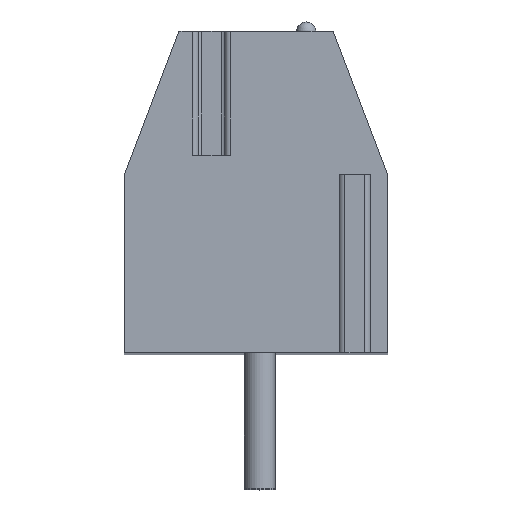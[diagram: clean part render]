
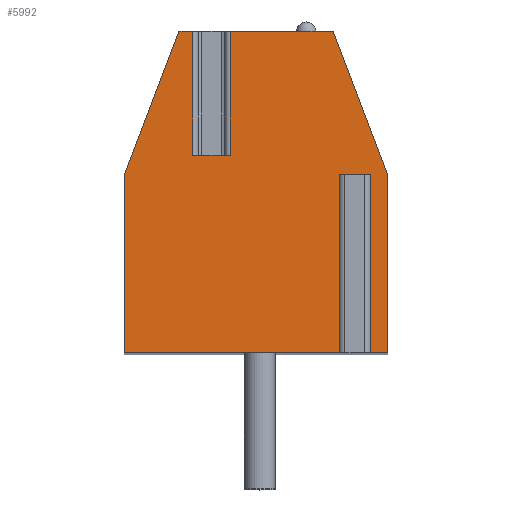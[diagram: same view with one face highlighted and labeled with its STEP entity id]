
A CAD part, top view. The second image highlights one B-rep face of the part: STEP entity #5992.
In plain terms, the highlighted planar face has unit normal (0, 0, 1).
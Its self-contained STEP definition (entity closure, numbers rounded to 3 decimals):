
#13=DIRECTION('',(0.,1.,0.));
#14=VECTOR('',#13,3.2);
#15=CARTESIAN_POINT('',(-1.636,1.,28.575));
#16=LINE('',#15,#14);
#17=DIRECTION('',(1.,0.,0.));
#18=VECTOR('',#17,0.972);
#19=CARTESIAN_POINT('',(-1.636,1.,28.575));
#20=LINE('',#19,#18);
#21=DIRECTION('',(0.,1.,0.));
#22=VECTOR('',#21,3.2);
#23=CARTESIAN_POINT('',(-0.664,1.,28.575));
#24=LINE('',#23,#22);
#25=DIRECTION('',(-1.,0.,0.));
#26=VECTOR('',#25,2.659);
#27=CARTESIAN_POINT('',(1.995,4.2,28.575));
#28=LINE('',#27,#26);
#29=DIRECTION('',(-0.355,0.935,0.));
#30=VECTOR('',#29,3.958);
#31=CARTESIAN_POINT('',(3.4,0.5,28.575));
#32=LINE('',#31,#30);
#33=DIRECTION('',(0.,1.,0.));
#34=VECTOR('',#33,4.6);
#35=CARTESIAN_POINT('',(3.4,-4.1,28.575));
#36=LINE('',#35,#34);
#37=DIRECTION('',(1.,0.,0.));
#38=VECTOR('',#37,0.625);
#39=CARTESIAN_POINT('',(2.775,-4.1,28.575));
#40=LINE('',#39,#38);
#41=DIRECTION('',(0.,1.,0.));
#42=VECTOR('',#41,4.6);
#43=CARTESIAN_POINT('',(2.775,-4.1,28.575));
#44=LINE('',#43,#42);
#45=DIRECTION('',(-1.,0.,0.));
#46=VECTOR('',#45,0.45);
#47=CARTESIAN_POINT('',(2.775,0.5,28.575));
#48=LINE('',#47,#46);
#49=DIRECTION('',(0.,1.,0.));
#50=VECTOR('',#49,4.6);
#51=CARTESIAN_POINT('',(2.325,-4.1,28.575));
#52=LINE('',#51,#50);
#53=DIRECTION('',(1.,0.,0.));
#54=VECTOR('',#53,5.725);
#55=CARTESIAN_POINT('',(-3.4,-4.1,28.575));
#56=LINE('',#55,#54);
#57=DIRECTION('',(0.,-1.,0.));
#58=VECTOR('',#57,4.6);
#59=CARTESIAN_POINT('',(-3.4,0.5,28.575));
#60=LINE('',#59,#58);
#61=DIRECTION('',(-0.355,-0.935,0.));
#62=VECTOR('',#61,3.958);
#63=CARTESIAN_POINT('',(-1.995,4.2,28.575));
#64=LINE('',#63,#62);
#65=DIRECTION('',(-1.,0.,0.));
#66=VECTOR('',#65,0.359);
#67=CARTESIAN_POINT('',(-1.636,4.2,28.575));
#68=LINE('',#67,#66);
#4713=CARTESIAN_POINT('',(-1.995,4.2,28.575));
#4714=CARTESIAN_POINT('',(-3.4,0.5,28.575));
#4715=VERTEX_POINT('',#4713);
#4716=VERTEX_POINT('',#4714);
#4717=CARTESIAN_POINT('',(-3.4,-4.1,28.575));
#4718=VERTEX_POINT('',#4717);
#4719=CARTESIAN_POINT('',(3.4,-4.1,28.575));
#4720=CARTESIAN_POINT('',(3.4,0.5,28.575));
#4721=VERTEX_POINT('',#4719);
#4722=VERTEX_POINT('',#4720);
#4723=CARTESIAN_POINT('',(1.995,4.2,28.575));
#4724=VERTEX_POINT('',#4723);
#4761=CARTESIAN_POINT('',(2.775,0.5,28.575));
#4762=CARTESIAN_POINT('',(2.325,0.5,28.575));
#4763=VERTEX_POINT('',#4761);
#4764=VERTEX_POINT('',#4762);
#4765=CARTESIAN_POINT('',(2.325,-4.1,28.575));
#4766=VERTEX_POINT('',#4765);
#4767=CARTESIAN_POINT('',(2.775,-4.1,28.575));
#4768=VERTEX_POINT('',#4767);
#4829=CARTESIAN_POINT('',(-1.636,1.,28.575));
#4830=CARTESIAN_POINT('',(-1.636,4.2,28.575));
#4831=VERTEX_POINT('',#4829);
#4832=VERTEX_POINT('',#4830);
#4833=CARTESIAN_POINT('',(-0.664,1.,28.575));
#4834=CARTESIAN_POINT('',(-0.664,4.2,28.575));
#4835=VERTEX_POINT('',#4833);
#4836=VERTEX_POINT('',#4834);
#5957=CARTESIAN_POINT('',(0.,0.,28.575));
#5958=DIRECTION('',(0.,0.,1.));
#5959=DIRECTION('',(1.,0.,0.));
#5960=AXIS2_PLACEMENT_3D('',#5957,#5958,#5959);
#5961=PLANE('',#5960);
#5963=ORIENTED_EDGE('',*,*,#5962,.F.);
#5965=ORIENTED_EDGE('',*,*,#5964,.T.);
#5967=ORIENTED_EDGE('',*,*,#5966,.T.);
#5969=ORIENTED_EDGE('',*,*,#5968,.F.);
#5971=ORIENTED_EDGE('',*,*,#5970,.F.);
#5973=ORIENTED_EDGE('',*,*,#5972,.F.);
#5975=ORIENTED_EDGE('',*,*,#5974,.F.);
#5977=ORIENTED_EDGE('',*,*,#5976,.T.);
#5979=ORIENTED_EDGE('',*,*,#5978,.T.);
#5981=ORIENTED_EDGE('',*,*,#5980,.F.);
#5983=ORIENTED_EDGE('',*,*,#5982,.F.);
#5985=ORIENTED_EDGE('',*,*,#5984,.F.);
#5987=ORIENTED_EDGE('',*,*,#5986,.F.);
#5989=ORIENTED_EDGE('',*,*,#5988,.F.);
#5990=EDGE_LOOP('',(#5963,#5965,#5967,#5969,#5971,#5973,#5975,#5977,#5979,#5981,
#5983,#5985,#5987,#5989));
#5991=FACE_OUTER_BOUND('',#5990,.F.);
#5962=EDGE_CURVE('',#4831,#4832,#16,.T.);
#5964=EDGE_CURVE('',#4831,#4835,#20,.T.);
#5966=EDGE_CURVE('',#4835,#4836,#24,.T.);
#5968=EDGE_CURVE('',#4724,#4836,#28,.T.);
#5970=EDGE_CURVE('',#4722,#4724,#32,.T.);
#5972=EDGE_CURVE('',#4721,#4722,#36,.T.);
#5974=EDGE_CURVE('',#4768,#4721,#40,.T.);
#5976=EDGE_CURVE('',#4768,#4763,#44,.T.);
#5978=EDGE_CURVE('',#4763,#4764,#48,.T.);
#5980=EDGE_CURVE('',#4766,#4764,#52,.T.);
#5982=EDGE_CURVE('',#4718,#4766,#56,.T.);
#5984=EDGE_CURVE('',#4716,#4718,#60,.T.);
#5986=EDGE_CURVE('',#4715,#4716,#64,.T.);
#5988=EDGE_CURVE('',#4832,#4715,#68,.T.);
#5992=ADVANCED_FACE('',(#5991),#5961,.T.);
